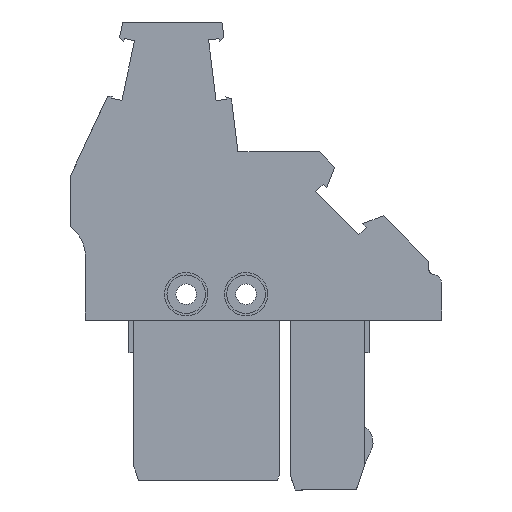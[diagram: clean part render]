
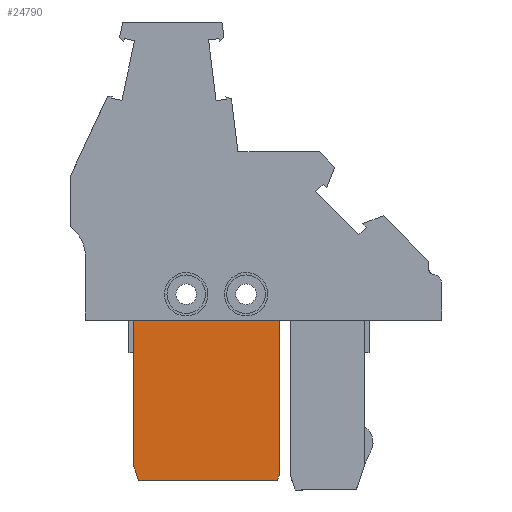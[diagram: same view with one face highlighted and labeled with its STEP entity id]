
A CAD part, left-side view. The second image highlights one B-rep face of the part: STEP entity #24790.
In plain terms, the highlighted face is planar.
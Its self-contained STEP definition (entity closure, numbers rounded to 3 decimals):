
#20000=CARTESIAN_POINT('',(-54.73,30.227,
0.));
#20010=VERTEX_POINT('',#20000);
#20040=CARTESIAN_POINT('',(0.,39.877,
0.));
#20050=DIRECTION('',(0.985,0.174,
0.));
#20060=VECTOR('',#20050,1.);
#20070=LINE('',#20040,#20060);
#20080=CARTESIAN_POINT('',(-69.601,27.605,
0.));
#20090=VERTEX_POINT('',#20080);
#20100=EDGE_CURVE('',#20090,#20010,#20070,.T.);
#23560=CARTESIAN_POINT('',(-66.226,11.344,
0.));
#23570=VERTEX_POINT('',#23560);
#23600=CARTESIAN_POINT('',(-64.454,11.656,
0.));
#23610=DIRECTION('',(0.985,0.174,
0.));
#23620=VECTOR('',#23610,1.);
#23630=LINE('',#23600,#23620);
#23640=CARTESIAN_POINT('',(-52.045,13.844,
0.));
#23650=VERTEX_POINT('',#23640);
#23660=EDGE_CURVE('',#23570,#23650,#23630,.T.);
#23940=CARTESIAN_POINT('',(-66.979,12.734,
0.));
#23950=VERTEX_POINT('',#23940);
#23980=CARTESIAN_POINT('',(-79.858,36.518,
0.));
#23990=DIRECTION('',(0.476,-0.879,
0.));
#24000=VECTOR('',#23990,1.);
#24010=LINE('',#23980,#24000);
#24020=EDGE_CURVE('',#23950,#23570,#24010,.T.);
#24360=CARTESIAN_POINT('',(-71.434,38.004,
0.));
#24370=DIRECTION('',(0.174,-0.985,
0.));
#24380=VECTOR('',#24370,1.);
#24390=LINE('',#24360,#24380);
#24400=EDGE_CURVE('',#20090,#23950,#24390,.T.);
#24540=CARTESIAN_POINT('',(-66.95,27.481,
0.));
#24550=DIRECTION('',(0.,0.,-1.));
#24560=DIRECTION('',(-0.985,-0.174,
0.));
#24570=AXIS2_PLACEMENT_3D('',#24540,#24550,#24560);
#24580=PLANE('',#24570);
#24590=ORIENTED_EDGE('',*,*,#20100,.F.);
#24600=CARTESIAN_POINT('',(-56.564,40.626,
0.));
#24610=DIRECTION('',(-0.174,0.985,
0.));
#24620=VECTOR('',#24610,1.);
#24630=LINE('',#24600,#24620);
#24640=CARTESIAN_POINT('',(-51.952,14.47,
0.));
#24650=VERTEX_POINT('',#24640);
#24660=EDGE_CURVE('',#24650,#20010,#24630,.T.);
#24670=ORIENTED_EDGE('',*,*,#24660,.T.);
#24680=CARTESIAN_POINT('',(-47.845,42.163,
0.));
#24690=DIRECTION('',(0.147,0.989,
0.));
#24700=VECTOR('',#24690,1.);
#24710=LINE('',#24680,#24700);
#24720=EDGE_CURVE('',#23650,#24650,#24710,.T.);
#24730=ORIENTED_EDGE('',*,*,#24720,.T.);
#24740=ORIENTED_EDGE('',*,*,#23660,.T.);
#24750=ORIENTED_EDGE('',*,*,#24020,.T.);
#24760=ORIENTED_EDGE('',*,*,#24400,.T.);
#24770=EDGE_LOOP('',(#24760,#24750,#24740,#24730,#24670,#24590));
#24780=FACE_OUTER_BOUND('',#24770,.T.);
#24790=ADVANCED_FACE('',(#24780),#24580,.F.);
